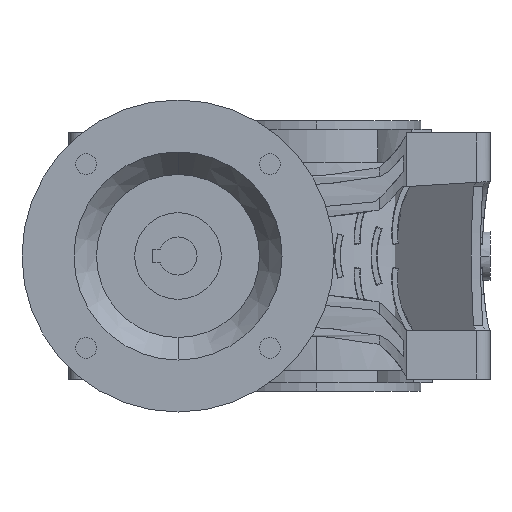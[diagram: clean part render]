
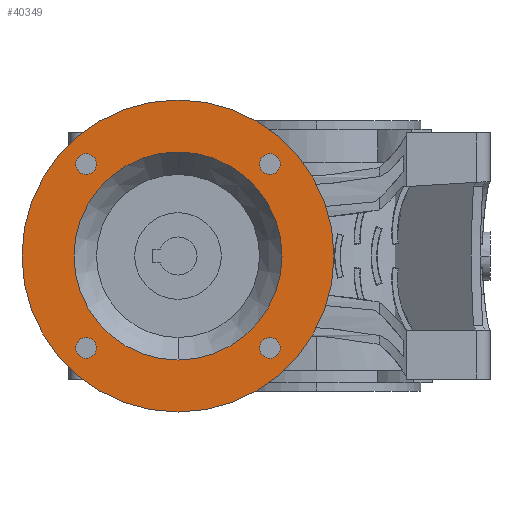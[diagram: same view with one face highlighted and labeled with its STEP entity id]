
A CAD part, left-side view. The second image highlights one B-rep face of the part: STEP entity #40349.
In plain terms, the highlighted planar face has unit normal (-1, 0, 0).
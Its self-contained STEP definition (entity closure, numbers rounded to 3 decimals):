
#39876=CARTESIAN_POINT('',(-16.,0.,0.));
#39877=DIRECTION('',(-1.,0.,0.));
#39878=DIRECTION('',(0.,0.,1.));
#39879=AXIS2_PLACEMENT_3D('',#39876,#39877,#39878);
#39881=CARTESIAN_POINT('',(-16.,0.,0.));
#39882=DIRECTION('',(-1.,0.,0.));
#39883=DIRECTION('',(0.,0.,-1.));
#39884=AXIS2_PLACEMENT_3D('',#39881,#39882,#39883);
#39886=CARTESIAN_POINT('',(-16.,26.517,-26.517));
#39887=DIRECTION('',(1.,0.,0.));
#39888=DIRECTION('',(0.,0.,-1.));
#39889=AXIS2_PLACEMENT_3D('',#39886,#39887,#39888);
#39891=CARTESIAN_POINT('',(-16.,26.517,-26.517));
#39892=DIRECTION('',(1.,0.,0.));
#39893=DIRECTION('',(0.,0.,1.));
#39894=AXIS2_PLACEMENT_3D('',#39891,#39892,#39893);
#39896=CARTESIAN_POINT('',(-16.,-26.517,-26.517));
#39897=DIRECTION('',(1.,0.,0.));
#39898=DIRECTION('',(0.,0.,-1.));
#39899=AXIS2_PLACEMENT_3D('',#39896,#39897,#39898);
#39901=CARTESIAN_POINT('',(-16.,-26.517,-26.517));
#39902=DIRECTION('',(1.,0.,0.));
#39903=DIRECTION('',(0.,0.,1.));
#39904=AXIS2_PLACEMENT_3D('',#39901,#39902,#39903);
#39906=CARTESIAN_POINT('',(-16.,-26.517,26.517));
#39907=DIRECTION('',(1.,0.,0.));
#39908=DIRECTION('',(0.,0.,-1.));
#39909=AXIS2_PLACEMENT_3D('',#39906,#39907,#39908);
#39911=CARTESIAN_POINT('',(-16.,-26.517,26.517));
#39912=DIRECTION('',(1.,0.,0.));
#39913=DIRECTION('',(0.,0.,1.));
#39914=AXIS2_PLACEMENT_3D('',#39911,#39912,#39913);
#39916=CARTESIAN_POINT('',(-16.,26.517,26.517));
#39917=DIRECTION('',(1.,0.,0.));
#39918=DIRECTION('',(0.,0.,-1.));
#39919=AXIS2_PLACEMENT_3D('',#39916,#39917,#39918);
#39921=CARTESIAN_POINT('',(-16.,26.517,26.517));
#39922=DIRECTION('',(1.,0.,0.));
#39923=DIRECTION('',(0.,0.,1.));
#39924=AXIS2_PLACEMENT_3D('',#39921,#39922,#39923);
#39926=CARTESIAN_POINT('',(-16.,0.,0.));
#39927=DIRECTION('',(1.,0.,0.));
#39928=DIRECTION('',(0.,0.,-1.));
#39929=AXIS2_PLACEMENT_3D('',#39926,#39927,#39928);
#39931=CARTESIAN_POINT('',(-16.,0.,0.));
#39932=DIRECTION('',(1.,0.,0.));
#39933=DIRECTION('',(0.,0.,1.));
#39934=AXIS2_PLACEMENT_3D('',#39931,#39932,#39933);
#40178=CARTESIAN_POINT('',(-16.,26.517,-29.517));
#40180=VERTEX_POINT('',#40178);
#40184=CARTESIAN_POINT('',(-16.,26.517,-23.517));
#40185=VERTEX_POINT('',#40184);
#40190=CARTESIAN_POINT('',(-16.,-26.517,-29.517));
#40191=VERTEX_POINT('',#40190);
#40192=CARTESIAN_POINT('',(-16.,-26.517,-23.517));
#40193=VERTEX_POINT('',#40192);
#40198=CARTESIAN_POINT('',(-16.,-26.517,23.517));
#40199=VERTEX_POINT('',#40198);
#40200=CARTESIAN_POINT('',(-16.,-26.517,29.517));
#40201=VERTEX_POINT('',#40200);
#40206=CARTESIAN_POINT('',(-16.,26.517,23.517));
#40207=VERTEX_POINT('',#40206);
#40208=CARTESIAN_POINT('',(-16.,26.517,29.517));
#40209=VERTEX_POINT('',#40208);
#40222=CARTESIAN_POINT('',(-16.,0.,-45.));
#40223=VERTEX_POINT('',#40222);
#40224=CARTESIAN_POINT('',(-16.,0.,45.));
#40225=VERTEX_POINT('',#40224);
#40230=CARTESIAN_POINT('',(-16.,0.,-30.));
#40231=VERTEX_POINT('',#40230);
#40232=CARTESIAN_POINT('',(-16.,0.,30.));
#40233=VERTEX_POINT('',#40232);
#40310=CARTESIAN_POINT('',(-16.,30.,0.));
#40311=DIRECTION('',(1.,0.,0.));
#40312=DIRECTION('',(0.,0.,-1.));
#40313=AXIS2_PLACEMENT_3D('',#40310,#40311,#40312);
#40314=PLANE('',#40313);
#40316=ORIENTED_EDGE('',*,*,#40315,.F.);
#40318=ORIENTED_EDGE('',*,*,#40317,.F.);
#40319=EDGE_LOOP('',(#40316,#40318));
#40320=FACE_OUTER_BOUND('',#40319,.F.);
#40321=ORIENTED_EDGE('',*,*,#40277,.F.);
#40322=ORIENTED_EDGE('',*,*,#40294,.F.);
#40323=EDGE_LOOP('',(#40321,#40322));
#40324=FACE_BOUND('',#40323,.F.);
#40326=ORIENTED_EDGE('',*,*,#40325,.F.);
#40328=ORIENTED_EDGE('',*,*,#40327,.F.);
#40329=EDGE_LOOP('',(#40326,#40328));
#40330=FACE_BOUND('',#40329,.F.);
#40332=ORIENTED_EDGE('',*,*,#40331,.F.);
#40334=ORIENTED_EDGE('',*,*,#40333,.F.);
#40335=EDGE_LOOP('',(#40332,#40334));
#40336=FACE_BOUND('',#40335,.F.);
#40338=ORIENTED_EDGE('',*,*,#40337,.F.);
#40340=ORIENTED_EDGE('',*,*,#40339,.F.);
#40341=EDGE_LOOP('',(#40338,#40340));
#40342=FACE_BOUND('',#40341,.F.);
#40344=ORIENTED_EDGE('',*,*,#40343,.F.);
#40346=ORIENTED_EDGE('',*,*,#40345,.F.);
#40347=EDGE_LOOP('',(#40344,#40346));
#40348=FACE_BOUND('',#40347,.F.);
#40349=ADVANCED_FACE('',(#40320,#40324,#40330,#40336,#40342,#40348),#40314,.F.);
#39880=CIRCLE('',#39879,45.);
#39885=CIRCLE('',#39884,45.);
#39890=CIRCLE('',#39889,3.);
#39895=CIRCLE('',#39894,3.);
#39900=CIRCLE('',#39899,3.);
#39905=CIRCLE('',#39904,3.);
#39910=CIRCLE('',#39909,3.);
#39915=CIRCLE('',#39914,3.);
#39920=CIRCLE('',#39919,3.);
#39925=CIRCLE('',#39924,3.);
#39930=CIRCLE('',#39929,30.);
#39935=CIRCLE('',#39934,30.);
#40277=EDGE_CURVE('',#40180,#40185,#39890,.T.);
#40294=EDGE_CURVE('',#40185,#40180,#39895,.T.);
#40315=EDGE_CURVE('',#40225,#40223,#39880,.T.);
#40317=EDGE_CURVE('',#40223,#40225,#39885,.T.);
#40325=EDGE_CURVE('',#40191,#40193,#39900,.T.);
#40327=EDGE_CURVE('',#40193,#40191,#39905,.T.);
#40331=EDGE_CURVE('',#40199,#40201,#39910,.T.);
#40333=EDGE_CURVE('',#40201,#40199,#39915,.T.);
#40337=EDGE_CURVE('',#40207,#40209,#39920,.T.);
#40339=EDGE_CURVE('',#40209,#40207,#39925,.T.);
#40343=EDGE_CURVE('',#40231,#40233,#39930,.T.);
#40345=EDGE_CURVE('',#40233,#40231,#39935,.T.);
